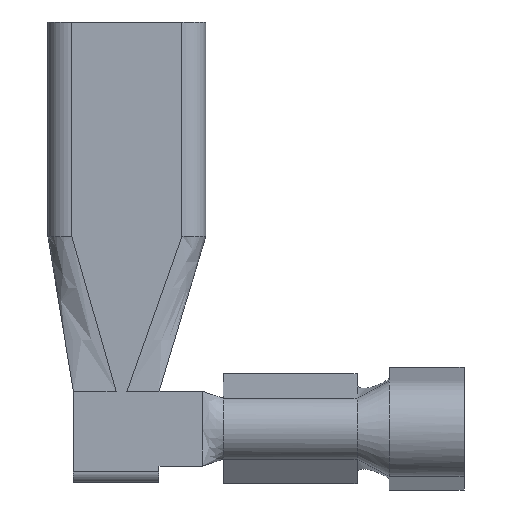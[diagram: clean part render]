
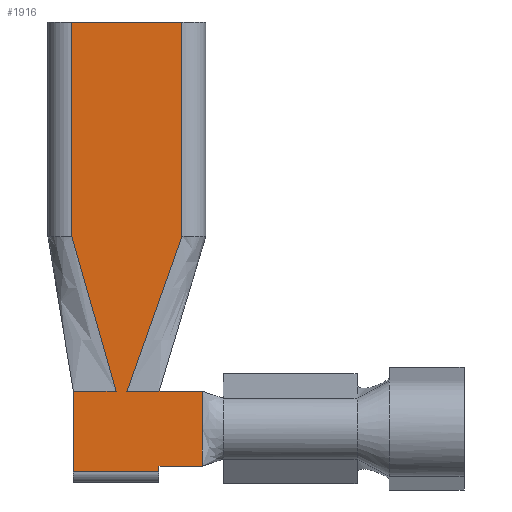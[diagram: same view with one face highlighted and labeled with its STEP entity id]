
A CAD part, front view. The second image highlights one B-rep face of the part: STEP entity #1916.
In plain terms, the highlighted planar face has unit normal (0, -1, 0).
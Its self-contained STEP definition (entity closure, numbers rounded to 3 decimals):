
#86=DIRECTION('',(1.,0.,0.));
#87=VECTOR('',#86,2.614);
#88=CARTESIAN_POINT('',(-1.307,0.,0.));
#89=LINE('',#88,#87);
#247=DIRECTION('',(0.,0.,1.));
#248=VECTOR('',#247,0.132);
#249=CARTESIAN_POINT('',(0.762,0.,-10.673));
#250=LINE('',#249,#248);
#334=DIRECTION('',(0.,0.,1.));
#335=VECTOR('',#334,0.889);
#336=CARTESIAN_POINT('',(1.788,0.,-10.541));
#337=LINE('',#336,#335);
#338=DIRECTION('',(1.,0.,0.));
#339=VECTOR('',#338,1.026);
#340=CARTESIAN_POINT('',(0.762,0.,-10.541));
#341=LINE('',#340,#339);
#342=DIRECTION('',(1.,0.,0.));
#343=VECTOR('',#342,2.032);
#344=CARTESIAN_POINT('',(-1.27,0.,-10.673));
#345=LINE('',#344,#343);
#346=DIRECTION('',(0.,0.,1.));
#347=VECTOR('',#346,1.91);
#348=CARTESIAN_POINT('',(-1.27,0.,-10.673));
#349=LINE('',#348,#347);
#350=DIRECTION('',(-1.,0.,0.));
#351=VECTOR('',#350,1.016);
#352=CARTESIAN_POINT('',(-0.254,0.,-8.763));
#353=LINE('',#352,#351);
#354=DIRECTION('',(0.,0.,-1.));
#355=VECTOR('',#354,5.08);
#356=CARTESIAN_POINT('',(-1.307,0.,0.));
#357=LINE('',#356,#355);
#358=DIRECTION('',(-0.334,0.,-0.942));
#359=VECTOR('',#358,3.908);
#360=CARTESIAN_POINT('',(1.307,0.,-5.08));
#361=LINE('',#360,#359);
#362=DIRECTION('',(-1.,0.,0.));
#363=VECTOR('',#362,0.762);
#364=CARTESIAN_POINT('',(0.762,0.,-8.763));
#365=LINE('',#364,#363);
#366=DIRECTION('',(1.,0.,0.));
#367=VECTOR('',#366,1.026);
#368=CARTESIAN_POINT('',(0.762,0.,-8.763));
#369=LINE('',#368,#367);
#370=DIRECTION('',(0.,0.,1.));
#371=VECTOR('',#370,0.889);
#372=CARTESIAN_POINT('',(1.788,0.,-9.652));
#373=LINE('',#372,#371);
#1129=DIRECTION('',(0.275,0.,-0.961));
#1130=VECTOR('',#1129,3.831);
#1131=CARTESIAN_POINT('',(-1.307,0.,-5.08));
#1132=LINE('',#1131,#1130);
#1180=DIRECTION('',(0.,0.,-1.));
#1181=VECTOR('',#1180,5.08);
#1182=CARTESIAN_POINT('',(1.307,0.,0.));
#1183=LINE('',#1182,#1181);
#1287=CARTESIAN_POINT('',(-1.307,0.,0.));
#1288=VERTEX_POINT('',#1287);
#1289=CARTESIAN_POINT('',(1.307,0.,0.));
#1290=VERTEX_POINT('',#1289);
#1313=CARTESIAN_POINT('',(1.307,0.,-5.08));
#1314=VERTEX_POINT('',#1313);
#1315=CARTESIAN_POINT('',(-1.307,0.,-5.08));
#1317=VERTEX_POINT('',#1315);
#1325=CARTESIAN_POINT('',(0.762,0.,-8.763));
#1326=VERTEX_POINT('',#1325);
#1327=CARTESIAN_POINT('',(0.,0.,-8.763));
#1328=VERTEX_POINT('',#1327);
#1329=CARTESIAN_POINT('',(-0.254,0.,-8.763));
#1330=VERTEX_POINT('',#1329);
#1331=CARTESIAN_POINT('',(-1.27,0.,-8.763));
#1332=VERTEX_POINT('',#1331);
#1360=CARTESIAN_POINT('',(-1.27,0.,-10.673));
#1362=VERTEX_POINT('',#1360);
#1366=CARTESIAN_POINT('',(0.762,0.,-10.673));
#1368=VERTEX_POINT('',#1366);
#1380=CARTESIAN_POINT('',(0.762,0.,-10.541));
#1381=VERTEX_POINT('',#1380);
#1412=CARTESIAN_POINT('',(1.788,0.,-10.541));
#1413=CARTESIAN_POINT('',(1.788,0.,-9.652));
#1414=VERTEX_POINT('',#1412);
#1415=VERTEX_POINT('',#1413);
#1416=CARTESIAN_POINT('',(1.788,0.,-8.763));
#1417=VERTEX_POINT('',#1416);
#1884=CARTESIAN_POINT('',(-1.307,0.,0.));
#1885=DIRECTION('',(0.,-1.,0.));
#1886=DIRECTION('',(1.,0.,0.));
#1887=AXIS2_PLACEMENT_3D('',#1884,#1885,#1886);
#1888=PLANE('',#1887);
#1890=ORIENTED_EDGE('',*,*,#1889,.F.);
#1892=ORIENTED_EDGE('',*,*,#1891,.F.);
#1893=ORIENTED_EDGE('',*,*,#1749,.F.);
#1895=ORIENTED_EDGE('',*,*,#1894,.F.);
#1896=ORIENTED_EDGE('',*,*,#1871,.T.);
#1898=ORIENTED_EDGE('',*,*,#1897,.F.);
#1900=ORIENTED_EDGE('',*,*,#1899,.F.);
#1902=ORIENTED_EDGE('',*,*,#1901,.F.);
#1903=ORIENTED_EDGE('',*,*,#1529,.T.);
#1905=ORIENTED_EDGE('',*,*,#1904,.T.);
#1907=ORIENTED_EDGE('',*,*,#1906,.T.);
#1909=ORIENTED_EDGE('',*,*,#1908,.F.);
#1911=ORIENTED_EDGE('',*,*,#1910,.T.);
#1913=ORIENTED_EDGE('',*,*,#1912,.F.);
#1914=EDGE_LOOP('',(#1890,#1892,#1893,#1895,#1896,#1898,#1900,#1902,#1903,#1905,
#1907,#1909,#1911,#1913));
#1915=FACE_OUTER_BOUND('',#1914,.F.);
#1916=ADVANCED_FACE('',(#1915),#1888,.T.);
#1529=EDGE_CURVE('',#1288,#1290,#89,.T.);
#1749=EDGE_CURVE('',#1368,#1381,#250,.T.);
#1871=EDGE_CURVE('',#1362,#1332,#349,.T.);
#1889=EDGE_CURVE('',#1414,#1415,#337,.T.);
#1891=EDGE_CURVE('',#1381,#1414,#341,.T.);
#1894=EDGE_CURVE('',#1362,#1368,#345,.T.);
#1897=EDGE_CURVE('',#1330,#1332,#353,.T.);
#1899=EDGE_CURVE('',#1317,#1330,#1132,.T.);
#1901=EDGE_CURVE('',#1288,#1317,#357,.T.);
#1904=EDGE_CURVE('',#1290,#1314,#1183,.T.);
#1906=EDGE_CURVE('',#1314,#1328,#361,.T.);
#1908=EDGE_CURVE('',#1326,#1328,#365,.T.);
#1910=EDGE_CURVE('',#1326,#1417,#369,.T.);
#1912=EDGE_CURVE('',#1415,#1417,#373,.T.);
